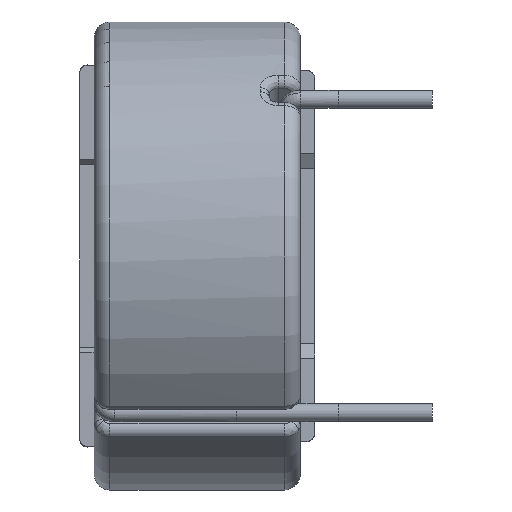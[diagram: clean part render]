
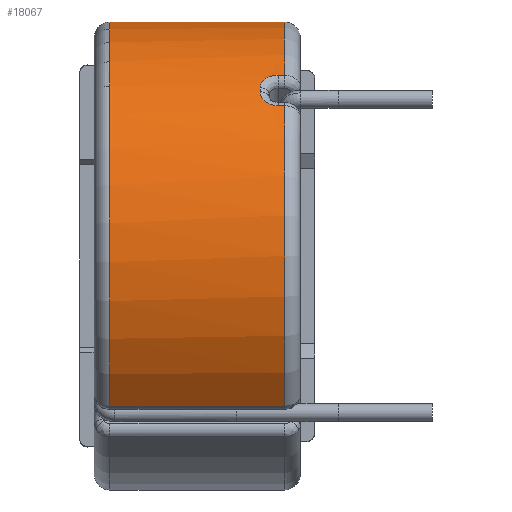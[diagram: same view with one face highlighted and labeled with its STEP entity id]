
A CAD part, left-side view. The second image highlights one B-rep face of the part: STEP entity #18067.
In plain terms, the highlighted cylindrical face has radius 30 mm (diameter 60 mm), a partial arc.
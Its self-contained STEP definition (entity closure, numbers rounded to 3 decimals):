
#31 = CARTESIAN_POINT ( 'NONE',  ( -2.86, -11.15, 29.863 ) ) ;
#310 = AXIS2_PLACEMENT_3D ( 'NONE', #8880, #10053, #12944 ) ;
#370 = CARTESIAN_POINT ( 'NONE',  ( -2.86, 13.15, 29.863 ) ) ;
#542 = CARTESIAN_POINT ( 'NONE',  ( -2.86, 11.15, 29.863 ) ) ;
#586 = CIRCLE ( 'NONE', #310, 30. ) ;
#662 = DIRECTION ( 'NONE',  ( 0., 0., -1. ) ) ;
#778 = CARTESIAN_POINT ( 'NONE',  ( -23.072, -11.15, -19.175 ) ) ;
#819 = LINE ( 'NONE', #12019, #6829 ) ;
#865 = AXIS2_PLACEMENT_3D ( 'NONE', #9697, #11129, #13713 ) ;
#890 = ORIENTED_EDGE ( 'NONE', *, *, #7626, .F. ) ;
#1032 = B_SPLINE_CURVE_WITH_KNOTS ( 'NONE', 3,
 ( #8439, #13962, #4047, #17016, #14149, #13893, #5605, #1305, #5486, #15331, #14026, #1372, #6909, #5664 ),
 .UNSPECIFIED., .F., .F.,
 ( 4, 2, 2, 2, 2, 2, 4 ),
 ( 0., 0., 0.001, 0.001, 0.002, 0.003, 0.004 ),
 .UNSPECIFIED. ) ;
#1305 = CARTESIAN_POINT ( 'NONE',  ( -19.56, -8.931, 22.746 ) ) ;
#1372 = CARTESIAN_POINT ( 'NONE',  ( -20.508, -8.109, 21.897 ) ) ;
#1433 = EDGE_CURVE ( 'NONE', #4979, #17453, #5848, .T. ) ;
#1614 = VECTOR ( 'NONE', #6690, 1000. ) ;
#1868 = CARTESIAN_POINT ( 'NONE',  ( -23.072, -10.35, 19.175 ) ) ;
#2464 = CARTESIAN_POINT ( 'NONE',  ( -22.91, -9.313, 19.368 ) ) ;
#2503 = VECTOR ( 'NONE', #13138, 1000. ) ;
#2645 = VERTEX_POINT ( 'NONE', #8839 ) ;
#2698 = AXIS2_PLACEMENT_3D ( 'NONE', #16315, #4842, #14686 ) ;
#2888 = ORIENTED_EDGE ( 'NONE', *, *, #4377, .F. ) ;
#2997 = CARTESIAN_POINT ( 'NONE',  ( -21.469, -8.05, 20.954 ) ) ;
#3974 = EDGE_CURVE ( 'NONE', #16442, #6491, #819, .T. ) ;
#4047 = CARTESIAN_POINT ( 'NONE',  ( -19.187, -10.043, 23.062 ) ) ;
#4377 = EDGE_CURVE ( 'NONE', #12120, #4979, #10553, .T. ) ;
#4418 = CARTESIAN_POINT ( 'NONE',  ( -22.744, -8.927, 19.563 ) ) ;
#4842 = DIRECTION ( 'NONE',  ( 0., -1., 0. ) ) ;
#4979 = VERTEX_POINT ( 'NONE', #9660 ) ;
#5235 = CARTESIAN_POINT ( 'NONE',  ( -23.072, -11.15, 19.175 ) ) ;
#5336 = CARTESIAN_POINT ( 'NONE',  ( -23.072, 13.15, -19.175 ) ) ;
#5486 = CARTESIAN_POINT ( 'NONE',  ( -19.638, -8.813, 22.679 ) ) ;
#5605 = CARTESIAN_POINT ( 'NONE',  ( -19.425, -9.181, 22.862 ) ) ;
#5664 = CARTESIAN_POINT ( 'NONE',  ( -20.954, -8.05, 21.469 ) ) ;
#5848 = LINE ( 'NONE', #15303, #8707 ) ;
#5951 = CARTESIAN_POINT ( 'NONE',  ( -23.072, -10.04, 19.175 ) ) ;
#6402 = CARTESIAN_POINT ( 'NONE',  ( -22.185, -8.275, 20.195 ) ) ;
#6491 = VERTEX_POINT ( 'NONE', #9760 ) ;
#6687 = DIRECTION ( 'NONE',  ( 0., -1., 0. ) ) ;
#6690 = DIRECTION ( 'NONE',  ( 0., 1., 0. ) ) ;
#6829 = VECTOR ( 'NONE', #13615, 1000. ) ;
#6909 = CARTESIAN_POINT ( 'NONE',  ( -20.733, -8.05, 21.685 ) ) ;
#7378 = EDGE_CURVE ( 'NONE', #12435, #9522, #10015, .T. ) ;
#7492 = EDGE_CURVE ( 'NONE', #9522, #16442, #16632, .T. ) ;
#7626 = EDGE_CURVE ( 'NONE', #9635, #2645, #8901, .T. ) ;
#7766 = CARTESIAN_POINT ( 'NONE',  ( -20.954, -8.05, 21.469 ) ) ;
#8439 = CARTESIAN_POINT ( 'NONE',  ( -19.175, -10.35, 23.072 ) ) ;
#8707 = VECTOR ( 'NONE', #6687, 1000. ) ;
#8839 = CARTESIAN_POINT ( 'NONE',  ( -23.072, 11.15, -19.175 ) ) ;
#8880 = CARTESIAN_POINT ( 'NONE',  ( 0., -8.05, 0. ) ) ;
#8901 = LINE ( 'NONE', #5336, #1614 ) ;
#9000 = DIRECTION ( 'NONE',  ( 0., -1., 0. ) ) ;
#9387 = CARTESIAN_POINT ( 'NONE',  ( -21.469, -8.05, 20.954 ) ) ;
#9500 = EDGE_CURVE ( 'NONE', #6491, #17367, #1032, .T. ) ;
#9522 = VERTEX_POINT ( 'NONE', #31 ) ;
#9635 = VERTEX_POINT ( 'NONE', #778 ) ;
#9660 = CARTESIAN_POINT ( 'NONE',  ( -23.072, -10.35, 19.175 ) ) ;
#9697 = CARTESIAN_POINT ( 'NONE',  ( 0., -11.15, 0. ) ) ;
#9760 = CARTESIAN_POINT ( 'NONE',  ( -19.175, -10.35, 23.072 ) ) ;
#10015 = LINE ( 'NONE', #370, #2503 ) ;
#10053 = DIRECTION ( 'NONE',  ( 0., -1., 0. ) ) ;
#10308 = CIRCLE ( 'NONE', #865, 30. ) ;
#10464 = CIRCLE ( 'NONE', #14480, 30. ) ;
#10553 = B_SPLINE_CURVE_WITH_KNOTS ( 'NONE', 3,
 ( #2997, #12837, #10606, #17915, #12257, #6402, #11407, #12376, #10921, #12821, #4418, #15117, #2464, #17173, #5951, #1868 ),
 .UNSPECIFIED., .F., .F.,
 ( 4, 2, 2, 2, 2, 2, 2, 4 ),
 ( 0., 0., 0.001, 0.001, 0.002, 0.002, 0.003, 0.004 ),
 .UNSPECIFIED. ) ;
#10606 = CARTESIAN_POINT ( 'NONE',  ( -21.683, -8.064, 20.733 ) ) ;
#10921 = CARTESIAN_POINT ( 'NONE',  ( -22.532, -8.602, 19.807 ) ) ;
#10973 = ORIENTED_EDGE ( 'NONE', *, *, #7378, .F. ) ;
#11014 = EDGE_CURVE ( 'NONE', #17453, #9635, #10308, .T. ) ;
#11129 = DIRECTION ( 'NONE',  ( 0., -1., 0. ) ) ;
#11407 = CARTESIAN_POINT ( 'NONE',  ( -22.277, -8.344, 20.093 ) ) ;
#12019 = CARTESIAN_POINT ( 'NONE',  ( -19.175, 13.15, 23.072 ) ) ;
#12120 = VERTEX_POINT ( 'NONE', #9387 ) ;
#12213 = EDGE_CURVE ( 'NONE', #2645, #12435, #10464, .T. ) ;
#12257 = CARTESIAN_POINT ( 'NONE',  ( -21.991, -8.163, 20.406 ) ) ;
#12306 = EDGE_LOOP ( 'NONE', ( #2888, #13055, #18047, #13842, #15768, #10973, #17197, #890, #14617, #17105 ) ) ;
#12376 = CARTESIAN_POINT ( 'NONE',  ( -22.45, -8.507, 19.9 ) ) ;
#12435 = VERTEX_POINT ( 'NONE', #542 ) ;
#12821 = CARTESIAN_POINT ( 'NONE',  ( -22.679, -8.812, 19.639 ) ) ;
#12837 = CARTESIAN_POINT ( 'NONE',  ( -21.577, -8.05, 20.843 ) ) ;
#12932 = FACE_OUTER_BOUND ( 'NONE', #12306, .T. ) ;
#12944 = DIRECTION ( 'NONE',  ( 0., 0., -1. ) ) ;
#13055 = ORIENTED_EDGE ( 'NONE', *, *, #18058, .F. ) ;
#13138 = DIRECTION ( 'NONE',  ( 0., -1., 0. ) ) ;
#13615 = DIRECTION ( 'NONE',  ( 0., 1., 0. ) ) ;
#13713 = DIRECTION ( 'NONE',  ( 0., 0., 1. ) ) ;
#13842 = ORIENTED_EDGE ( 'NONE', *, *, #3974, .F. ) ;
#13885 = DIRECTION ( 'NONE',  ( 0., 0., 1. ) ) ;
#13893 = CARTESIAN_POINT ( 'NONE',  ( -19.368, -9.314, 22.911 ) ) ;
#13962 = CARTESIAN_POINT ( 'NONE',  ( -19.175, -10.195, 23.072 ) ) ;
#14026 = CARTESIAN_POINT ( 'NONE',  ( -20.089, -8.331, 22.282 ) ) ;
#14080 = DIRECTION ( 'NONE',  ( 0., 1., 0. ) ) ;
#14149 = CARTESIAN_POINT ( 'NONE',  ( -19.273, -9.595, 22.99 ) ) ;
#14480 = AXIS2_PLACEMENT_3D ( 'NONE', #16882, #14080, #13885 ) ;
#14617 = ORIENTED_EDGE ( 'NONE', *, *, #11014, .F. ) ;
#14686 = DIRECTION ( 'NONE',  ( 0., 0., 1. ) ) ;
#15117 = CARTESIAN_POINT ( 'NONE',  ( -22.861, -9.178, 19.427 ) ) ;
#15303 = CARTESIAN_POINT ( 'NONE',  ( -23.072, 13.15, 19.175 ) ) ;
#15331 = CARTESIAN_POINT ( 'NONE',  ( -19.89, -8.499, 22.46 ) ) ;
#15520 = CARTESIAN_POINT ( 'NONE',  ( -19.175, -11.15, 23.072 ) ) ;
#15600 = CYLINDRICAL_SURFACE ( 'NONE', #15815, 30. ) ;
#15768 = ORIENTED_EDGE ( 'NONE', *, *, #7492, .F. ) ;
#15815 = AXIS2_PLACEMENT_3D ( 'NONE', #17601, #9000, #662 ) ;
#16315 = CARTESIAN_POINT ( 'NONE',  ( 0., -11.15, 0. ) ) ;
#16442 = VERTEX_POINT ( 'NONE', #15520 ) ;
#16632 = CIRCLE ( 'NONE', #2698, 30. ) ;
#16882 = CARTESIAN_POINT ( 'NONE',  ( 0., 11.15, 0. ) ) ;
#17016 = CARTESIAN_POINT ( 'NONE',  ( -19.236, -9.744, 23.021 ) ) ;
#17105 = ORIENTED_EDGE ( 'NONE', *, *, #1433, .F. ) ;
#17173 = CARTESIAN_POINT ( 'NONE',  ( -23.03, -9.732, 19.226 ) ) ;
#17197 = ORIENTED_EDGE ( 'NONE', *, *, #12213, .F. ) ;
#17367 = VERTEX_POINT ( 'NONE', #7766 ) ;
#17453 = VERTEX_POINT ( 'NONE', #5235 ) ;
#17601 = CARTESIAN_POINT ( 'NONE',  ( 0., 13.15, 0. ) ) ;
#17915 = CARTESIAN_POINT ( 'NONE',  ( -21.89, -8.121, 20.515 ) ) ;
#18047 = ORIENTED_EDGE ( 'NONE', *, *, #9500, .F. ) ;
#18058 = EDGE_CURVE ( 'NONE', #17367, #12120, #586, .T. ) ;
#18067 = ADVANCED_FACE ( 'NONE', ( #12932 ), #15600, .T. ) ;
